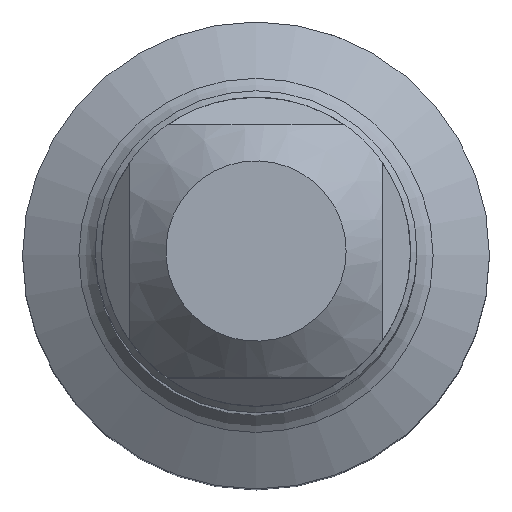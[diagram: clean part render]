
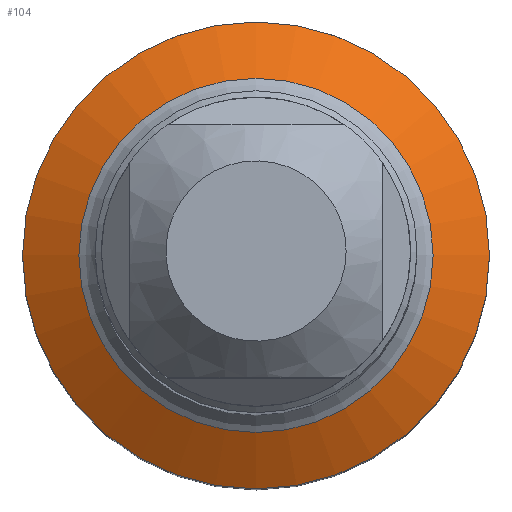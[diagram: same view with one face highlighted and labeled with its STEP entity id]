
A CAD part, top view. The second image highlights one B-rep face of the part: STEP entity #104.
In plain terms, the highlighted conical face has half-angle 60 degrees and reference radius 3.35 mm.
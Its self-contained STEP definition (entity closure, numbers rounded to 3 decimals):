
#94=CONICAL_SURFACE('',#404,3.35,60.);
#104=ADVANCED_FACE('',(#136,#137),#94,.T.);
#136=FACE_BOUND('',#160,.T.);
#137=FACE_BOUND('',#161,.T.);
#160=EDGE_LOOP('',(#196));
#161=EDGE_LOOP('',(#197));
#196=ORIENTED_EDGE('',*,*,#298,.T.);
#197=ORIENTED_EDGE('',*,*,#293,.F.);
#264=VERTEX_POINT('',#577);
#269=VERTEX_POINT('',#590);
#293=EDGE_CURVE('',#264,#264,#330,.T.);
#298=EDGE_CURVE('',#269,#269,#335,.T.);
#330=CIRCLE('',#395,5.076);
#335=CIRCLE('',#403,3.85);
#395=AXIS2_PLACEMENT_3D('',#576,#448,#449);
#403=AXIS2_PLACEMENT_3D('',#589,#464,#465);
#404=AXIS2_PLACEMENT_3D('',#591,#466,#467);
#448=DIRECTION('',(0.,0.,-1.));
#449=DIRECTION('',(-1.,0.,0.));
#464=DIRECTION('',(0.,0.,-1.));
#465=DIRECTION('',(-1.,0.,0.));
#466=DIRECTION('',(0.,0.,-1.));
#467=DIRECTION('',(-1.,0.,0.));
#576=CARTESIAN_POINT('',(0.,0.,-54.885));
#577=CARTESIAN_POINT('',(-5.076,0.,-54.885));
#589=CARTESIAN_POINT('',(0.,0.,-54.177));
#590=CARTESIAN_POINT('',(-3.85,0.,-54.177));
#591=CARTESIAN_POINT('',(0.,0.,-53.888));
